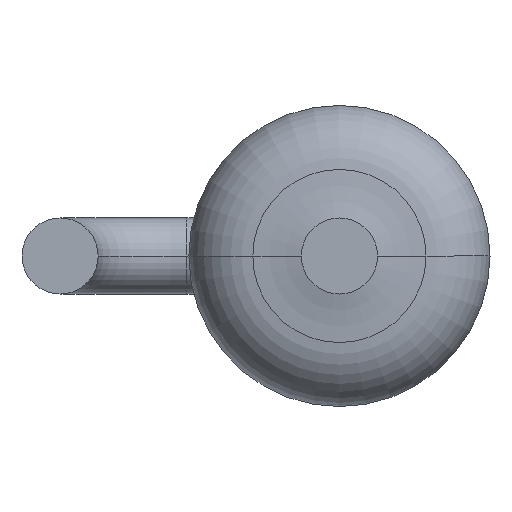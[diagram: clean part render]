
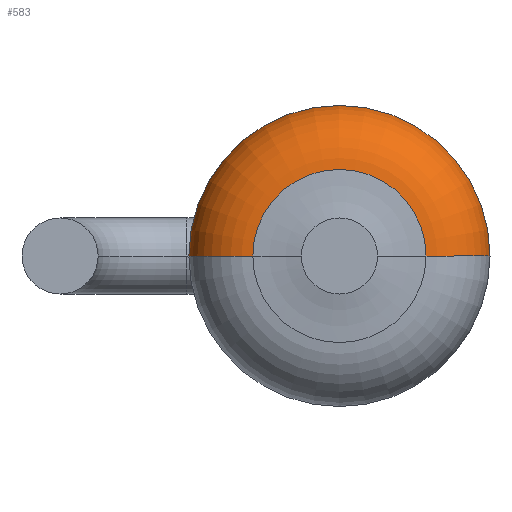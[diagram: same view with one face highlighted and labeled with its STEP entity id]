
A CAD part, front view. The second image highlights one B-rep face of the part: STEP entity #583.
In plain terms, the highlighted toroidal (fillet/blend) face has major radius 0.49 mm and minor radius 0.4 mm.
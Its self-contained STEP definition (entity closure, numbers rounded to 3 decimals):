
#63 = VERTEX_POINT ( 'NONE', #1561 ) ;
#130 = DIRECTION ( 'NONE',  ( 0., 1., 0. ) ) ;
#132 = EDGE_LOOP ( 'NONE', ( #1367, #214, #1020, #439 ) ) ;
#214 = ORIENTED_EDGE ( 'NONE', *, *, #642, .T. ) ;
#227 = DIRECTION ( 'NONE',  ( 0., 0., 1. ) ) ;
#325 = DIRECTION ( 'NONE',  ( 1., 0., 0. ) ) ;
#429 = CARTESIAN_POINT ( 'NONE',  ( -0.49, -1.353, 0. ) ) ;
#439 = ORIENTED_EDGE ( 'NONE', *, *, #1048, .F. ) ;
#583 = ADVANCED_FACE ( 'NONE', ( #1533 ), #600, .T. ) ;
#600 = TOROIDAL_SURFACE ( 'NONE', #821, 0.49, 0.4 ) ;
#627 = CARTESIAN_POINT ( 'NONE',  ( -0.512, -1.752, 0. ) ) ;
#631 = CARTESIAN_POINT ( 'NONE',  ( -0.89, -1.353, 0. ) ) ;
#634 = VERTEX_POINT ( 'NONE', #964 ) ;
#636 = DIRECTION ( 'NONE',  ( -1., 0., 0. ) ) ;
#642 = EDGE_CURVE ( 'NONE', #63, #634, #1279, .T. ) ;
#749 = DIRECTION ( 'NONE',  ( -1., 0., 0. ) ) ;
#771 = CARTESIAN_POINT ( 'NONE',  ( 0., -1.353, 0. ) ) ;
#790 = CIRCLE ( 'NONE', #1238, 0.4 ) ;
#821 = AXIS2_PLACEMENT_3D ( 'NONE', #1008, #1515, #749 ) ;
#949 = VERTEX_POINT ( 'NONE', #627 ) ;
#964 = CARTESIAN_POINT ( 'NONE',  ( 0.89, -1.353, 0. ) ) ;
#1008 = CARTESIAN_POINT ( 'NONE',  ( 0., -1.353, 0. ) ) ;
#1020 = ORIENTED_EDGE ( 'NONE', *, *, #1445, .F. ) ;
#1031 = CIRCLE ( 'NONE', #1478, 0.512 ) ;
#1048 = EDGE_CURVE ( 'NONE', #949, #1409, #790, .T. ) ;
#1137 = EDGE_CURVE ( 'NONE', #63, #949, #1031, .T. ) ;
#1238 = AXIS2_PLACEMENT_3D ( 'NONE', #429, #1442, #1326 ) ;
#1279 = CIRCLE ( 'NONE', #1485, 0.4 ) ;
#1326 = DIRECTION ( 'NONE',  ( -1., 0., 0. ) ) ;
#1367 = ORIENTED_EDGE ( 'NONE', *, *, #1137, .F. ) ;
#1378 = CARTESIAN_POINT ( 'NONE',  ( 0., -1.752, 0. ) ) ;
#1388 = DIRECTION ( 'NONE',  ( 1., 0., 0. ) ) ;
#1409 = VERTEX_POINT ( 'NONE', #631 ) ;
#1432 = CIRCLE ( 'NONE', #1484, 0.89 ) ;
#1442 = DIRECTION ( 'NONE',  ( 0., 0., -1. ) ) ;
#1445 = EDGE_CURVE ( 'NONE', #1409, #634, #1432, .T. ) ;
#1476 = CARTESIAN_POINT ( 'NONE',  ( 0.49, -1.353, 0. ) ) ;
#1478 = AXIS2_PLACEMENT_3D ( 'NONE', #1378, #1505, #1388 ) ;
#1484 = AXIS2_PLACEMENT_3D ( 'NONE', #771, #130, #636 ) ;
#1485 = AXIS2_PLACEMENT_3D ( 'NONE', #1476, #227, #325 ) ;
#1505 = DIRECTION ( 'NONE',  ( 0., -1., 0. ) ) ;
#1515 = DIRECTION ( 'NONE',  ( 0., 1., 0. ) ) ;
#1533 = FACE_OUTER_BOUND ( 'NONE', #132, .T. ) ;
#1561 = CARTESIAN_POINT ( 'NONE',  ( 0.512, -1.752, 0. ) ) ;
